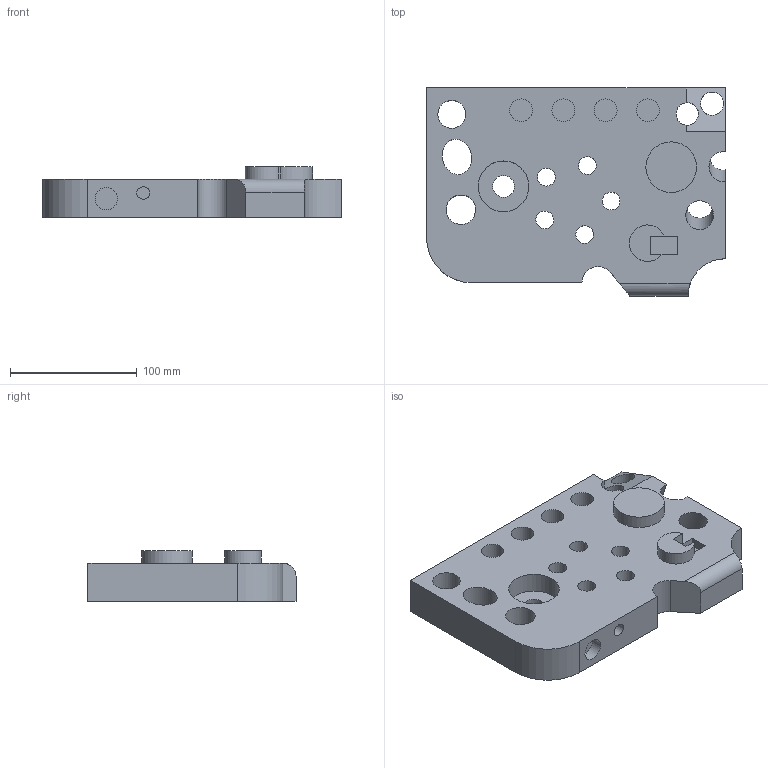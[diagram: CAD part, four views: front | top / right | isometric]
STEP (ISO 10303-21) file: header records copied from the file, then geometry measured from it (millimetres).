
FILE_DESCRIPTION(('FreeCAD Model'),'2;1');
FILE_NAME('drilling1.step', '2019-03-23T09:48:27',(''),(''),'Open CASCADE STEP processor 7.3', 'FreeCAD','Unknown');
FILE_SCHEMA(('AUTOMOTIVE_DESIGN { 1 0 10303 214 1 1 1 1 }'));
Length unit declared in the file: millimetre
Products named in the file (1): Drilling1
Bounding box: 235.81 x 164.18 x 40 mm (x, y, z)
Volume: 942480.7 mm3; surface area: 117093.7 mm2
Topology: 1 solids, 1 shells, 52 faces, 126 edges, 84 vertices
Faces by surface type: plane 26, cylinder 24, extrusion 2
Full cylindrical faces by diameter (mm): 9.958 x1, 14 x5, 17.187 x1, 17.593 x1, 17.73 x1, 18 x4, 18.307 x1, 21.838 x1, 22 x1, 39.936 x1, 40.045 x1
Entity records: 3611 total; most frequent: CARTESIAN_POINT 1021, DIRECTION 485, VECTOR 263, LINE 261, ORIENTED_EDGE 252, PCURVE 252, DEFINITIONAL_REPRESENTATION 252, EDGE_CURVE 126
